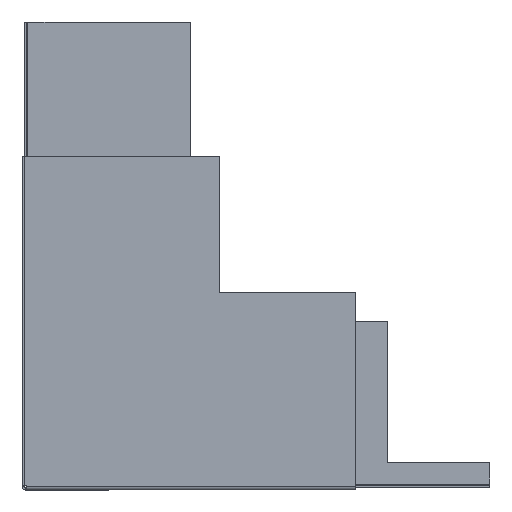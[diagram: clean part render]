
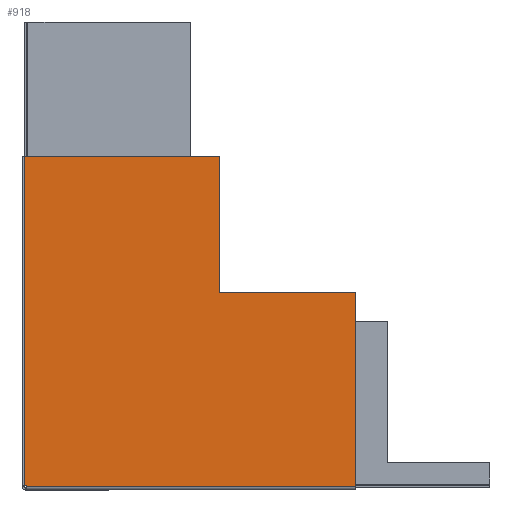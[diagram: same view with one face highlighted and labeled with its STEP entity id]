
A CAD part, front view. The second image highlights one B-rep face of the part: STEP entity #918.
In plain terms, the highlighted face is planar.
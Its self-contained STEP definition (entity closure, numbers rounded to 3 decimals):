
#16 = ORIENTED_EDGE ( 'NONE', *, *, #597, .F. ) ;
#40 = ORIENTED_EDGE ( 'NONE', *, *, #1579, .T. ) ;
#45 = VERTEX_POINT ( 'NONE', #1534 ) ;
#60 = CARTESIAN_POINT ( 'NONE',  ( -147., -87., -73.5 ) ) ;
#76 = CARTESIAN_POINT ( 'NONE',  ( -147., 0., -73.5 ) ) ;
#99 = CARTESIAN_POINT ( 'NONE',  ( 0., 0., -73.5 ) ) ;
#100 = DIRECTION ( 'NONE',  ( 1., 0., 0. ) ) ;
#109 = ORIENTED_EDGE ( 'NONE', *, *, #144, .F. ) ;
#136 = ORIENTED_EDGE ( 'NONE', *, *, #708, .F. ) ;
#144 = EDGE_CURVE ( 'NONE', #769, #1087, #1497, .T. ) ;
#200 = VECTOR ( 'NONE', #216, 1000. ) ;
#216 = DIRECTION ( 'NONE',  ( 0., -1., 0. ) ) ;
#240 = CARTESIAN_POINT ( 'NONE',  ( -2.1, 0., -73.5 ) ) ;
#263 = DIRECTION ( 'NONE',  ( 0., 0., 1. ) ) ;
#269 = DIRECTION ( 'NONE',  ( 0., -1., 0. ) ) ;
#363 = VERTEX_POINT ( 'NONE', #629 ) ;
#389 = VECTOR ( 'NONE', #1379, 1000. ) ;
#408 = CARTESIAN_POINT ( 'NONE',  ( -222., -1.071, -73.5 ) ) ;
#443 = PLANE ( 'NONE',  #1799 ) ;
#449 = FACE_OUTER_BOUND ( 'NONE', #1297, .T. ) ;
#477 = ORIENTED_EDGE ( 'NONE', *, *, #1813, .T. ) ;
#499 = DIRECTION ( 'NONE',  ( 0., -1., 0. ) ) ;
#521 = LINE ( 'NONE', #408, #1384 ) ;
#522 = LINE ( 'NONE', #240, #200 ) ;
#597 = EDGE_CURVE ( 'NONE', #668, #819, #2025, .T. ) ;
#622 = VECTOR ( 'NONE', #499, 1000. ) ;
#629 = CARTESIAN_POINT ( 'NONE',  ( -2.1, -1.071, -73.5 ) ) ;
#639 = CARTESIAN_POINT ( 'NONE',  ( -147., -1.071, -73.5 ) ) ;
#668 = VERTEX_POINT ( 'NONE', #1641 ) ;
#696 = LINE ( 'NONE', #2124, #1131 ) ;
#708 = EDGE_CURVE ( 'NONE', #45, #1698, #696, .T. ) ;
#769 = VERTEX_POINT ( 'NONE', #639 ) ;
#779 = CARTESIAN_POINT ( 'NONE',  ( -87., -87., -73.5 ) ) ;
#819 = VERTEX_POINT ( 'NONE', #1107 ) ;
#875 = VECTOR ( 'NONE', #269, 1000. ) ;
#918 = ADVANCED_FACE ( 'NONE', ( #449 ), #443, .F. ) ;
#919 = DIRECTION ( 'NONE',  ( -1., 0., 0. ) ) ;
#937 = EDGE_CURVE ( 'NONE', #951, #668, #1982, .T. ) ;
#951 = VERTEX_POINT ( 'NONE', #1606 ) ;
#953 = VECTOR ( 'NONE', #1254, 1000. ) ;
#966 = EDGE_CURVE ( 'NONE', #45, #819, #1535, .T. ) ;
#967 = CARTESIAN_POINT ( 'NONE',  ( -147., -87., -73.5 ) ) ;
#1014 = ORIENTED_EDGE ( 'NONE', *, *, #966, .T. ) ;
#1017 = VECTOR ( 'NONE', #1133, 1000. ) ;
#1031 = ORIENTED_EDGE ( 'NONE', *, *, #1958, .F. ) ;
#1087 = VERTEX_POINT ( 'NONE', #60 ) ;
#1091 = CARTESIAN_POINT ( 'NONE',  ( -1.6, -2.1, -73.5 ) ) ;
#1107 = CARTESIAN_POINT ( 'NONE',  ( -1.6, -147., -73.5 ) ) ;
#1113 = ORIENTED_EDGE ( 'NONE', *, *, #937, .F. ) ;
#1131 = VECTOR ( 'NONE', #919, 1000. ) ;
#1133 = DIRECTION ( 'NONE',  ( 1., 0., 0. ) ) ;
#1207 = LINE ( 'NONE', #967, #1017 ) ;
#1254 = DIRECTION ( 'NONE',  ( 0., -1., 0. ) ) ;
#1280 = CARTESIAN_POINT ( 'NONE',  ( -87., -147., -73.5 ) ) ;
#1297 = EDGE_LOOP ( 'NONE', ( #136, #1014, #16, #1113, #1031, #109, #40, #477 ) ) ;
#1379 = DIRECTION ( 'NONE',  ( 1., 0., 0. ) ) ;
#1384 = VECTOR ( 'NONE', #100, 1000. ) ;
#1497 = LINE ( 'NONE', #76, #622 ) ;
#1534 = CARTESIAN_POINT ( 'NONE',  ( -1.6, -2.1, -73.5 ) ) ;
#1535 = LINE ( 'NONE', #1091, #953 ) ;
#1579 = EDGE_CURVE ( 'NONE', #769, #363, #521, .T. ) ;
#1606 = CARTESIAN_POINT ( 'NONE',  ( -87., -87., -73.5 ) ) ;
#1641 = CARTESIAN_POINT ( 'NONE',  ( -87., -147., -73.5 ) ) ;
#1698 = VERTEX_POINT ( 'NONE', #1907 ) ;
#1749 = DIRECTION ( 'NONE',  ( 1., 0., 0. ) ) ;
#1799 = AXIS2_PLACEMENT_3D ( 'NONE', #99, #263, #1749 ) ;
#1813 = EDGE_CURVE ( 'NONE', #363, #1698, #522, .T. ) ;
#1907 = CARTESIAN_POINT ( 'NONE',  ( -2.1, -2.1, -73.5 ) ) ;
#1958 = EDGE_CURVE ( 'NONE', #1087, #951, #1207, .T. ) ;
#1982 = LINE ( 'NONE', #779, #875 ) ;
#2025 = LINE ( 'NONE', #1280, #389 ) ;
#2124 = CARTESIAN_POINT ( 'NONE',  ( 0., -2.1, -73.5 ) ) ;
